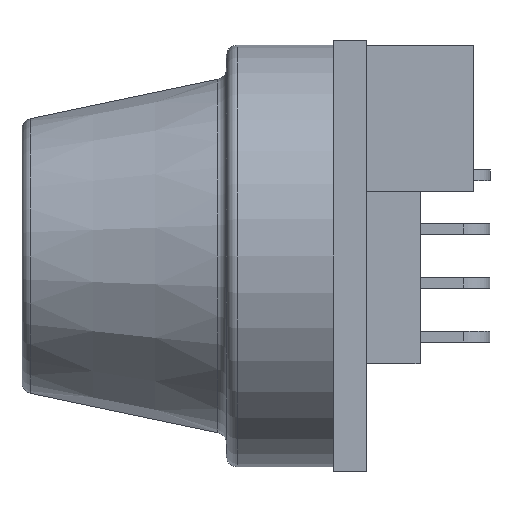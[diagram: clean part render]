
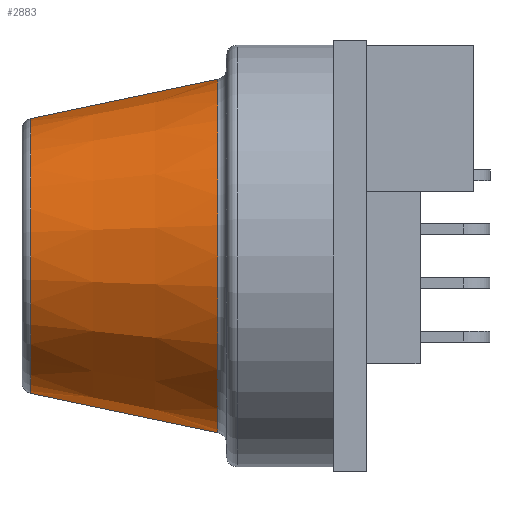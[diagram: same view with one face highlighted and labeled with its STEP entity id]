
A CAD part, left-side view. The second image highlights one B-rep face of the part: STEP entity #2883.
In plain terms, the highlighted conical face has half-angle 11.889 degrees and reference radius 8.216 mm.
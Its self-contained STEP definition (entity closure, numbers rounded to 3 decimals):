
#6 = CARTESIAN_POINT ( 'NONE',  ( -3.8, 15.603, 0. ) ) ;
#11 = VECTOR ( 'NONE', #6143, 1000. ) ;
#89 = DIRECTION ( 'NONE',  ( 0., -1., 0. ) ) ;
#258 = EDGE_CURVE ( 'NONE', #2342, #4991, #6836, .T. ) ;
#389 = DIRECTION ( 'NONE',  ( 0., -0.979, 0.206 ) ) ;
#418 = ORIENTED_EDGE ( 'NONE', *, *, #7541, .F. ) ;
#628 = DIRECTION ( 'NONE',  ( 0., 0., -1. ) ) ;
#659 = CARTESIAN_POINT ( 'NONE',  ( -3.8, 6.897, 0. ) ) ;
#799 = CARTESIAN_POINT ( 'NONE',  ( -3.8, 6.897, 8.216 ) ) ;
#921 = ORIENTED_EDGE ( 'NONE', *, *, #7171, .T. ) ;
#1252 = DIRECTION ( 'NONE',  ( 0., 0., -1. ) ) ;
#2342 = VERTEX_POINT ( 'NONE', #6133 ) ;
#2529 = CARTESIAN_POINT ( 'NONE',  ( -3.8, 6.897, 0. ) ) ;
#2883 = ADVANCED_FACE ( 'NONE', ( #5322 ), #7814, .T. ) ;
#3095 = LINE ( 'NONE', #5542, #11 ) ;
#3187 = DIRECTION ( 'NONE',  ( 0., 0., -1. ) ) ;
#3237 = CARTESIAN_POINT ( 'NONE',  ( -3.8, 15.603, -6.384 ) ) ;
#3261 = ORIENTED_EDGE ( 'NONE', *, *, #5350, .T. ) ;
#3520 = VECTOR ( 'NONE', #389, 1000. ) ;
#3647 = VERTEX_POINT ( 'NONE', #3237 ) ;
#3931 = CARTESIAN_POINT ( 'NONE',  ( -3.8, 6.897, -8.216 ) ) ;
#3960 = ORIENTED_EDGE ( 'NONE', *, *, #258, .F. ) ;
#4162 = CIRCLE ( 'NONE', #6735, 6.384 ) ;
#4323 = DIRECTION ( 'NONE',  ( 0., -1., 0. ) ) ;
#4991 = VERTEX_POINT ( 'NONE', #799 ) ;
#4993 = DIRECTION ( 'NONE',  ( 0., -1., 0. ) ) ;
#5322 = FACE_OUTER_BOUND ( 'NONE', #7972, .T. ) ;
#5350 = EDGE_CURVE ( 'NONE', #3647, #7698, #3095, .T. ) ;
#5542 = CARTESIAN_POINT ( 'NONE',  ( -3.8, 6.897, -8.216 ) ) ;
#6133 = CARTESIAN_POINT ( 'NONE',  ( -3.8, 15.603, 6.384 ) ) ;
#6143 = DIRECTION ( 'NONE',  ( 0., -0.979, -0.206 ) ) ;
#6735 = AXIS2_PLACEMENT_3D ( 'NONE', #6, #4323, #628 ) ;
#6836 = LINE ( 'NONE', #7175, #3520 ) ;
#7171 = EDGE_CURVE ( 'NONE', #2342, #3647, #4162, .T. ) ;
#7175 = CARTESIAN_POINT ( 'NONE',  ( -3.8, 6.897, 8.216 ) ) ;
#7264 = AXIS2_PLACEMENT_3D ( 'NONE', #659, #4993, #1252 ) ;
#7541 = EDGE_CURVE ( 'NONE', #4991, #7698, #7935, .T. ) ;
#7698 = VERTEX_POINT ( 'NONE', #3931 ) ;
#7737 = AXIS2_PLACEMENT_3D ( 'NONE', #2529, #89, #3187 ) ;
#7814 = CONICAL_SURFACE ( 'NONE', #7737, 8.216, 0.207 ) ;
#7935 = CIRCLE ( 'NONE', #7264, 8.216 ) ;
#7972 = EDGE_LOOP ( 'NONE', ( #3960, #921, #3261, #418 ) ) ;
